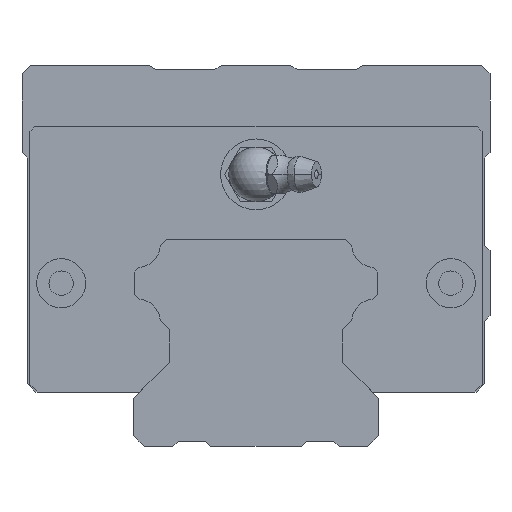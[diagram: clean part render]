
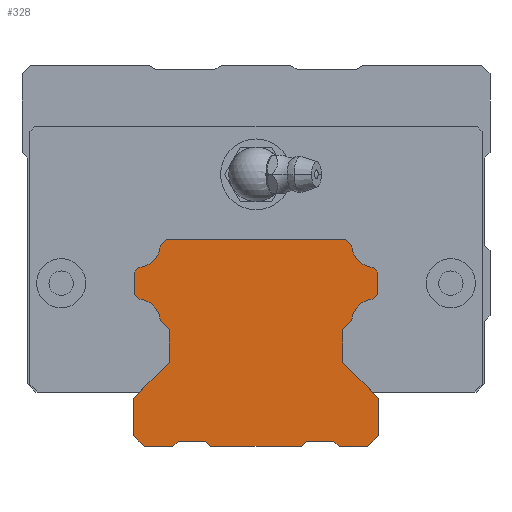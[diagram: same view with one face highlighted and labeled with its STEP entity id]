
A CAD part, front view. The second image highlights one B-rep face of the part: STEP entity #328.
In plain terms, the highlighted planar face has unit normal (0, -1, 0).
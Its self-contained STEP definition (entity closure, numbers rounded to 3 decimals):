
#328=ADVANCED_FACE('',(#703),#704,.T.);
#703=FACE_OUTER_BOUND('',#1200,.T.);
#704=PLANE('',#1201);
#1200=EDGE_LOOP('',(#2542,#2543,#2544,#2545,#2546,#2547,#2548,#2549,#2550,#2551,#2552,#2553,#2554,#2555,#2556,#2557,#2558,#2559,#2560,#2561,#2562,#2563,#2564,#2565,#2566,#2567,#2568,#2569,#2570,#2571,#2572,#2573));
#1201=AXIS2_PLACEMENT_3D('',#2574,#2575,#2576);
#2542=ORIENTED_EDGE('',*,*,#3326,.F.);
#2543=ORIENTED_EDGE('',*,*,#3327,.F.);
#2544=ORIENTED_EDGE('',*,*,#3328,.T.);
#2545=ORIENTED_EDGE('',*,*,#3329,.F.);
#2546=ORIENTED_EDGE('',*,*,#3330,.T.);
#2547=ORIENTED_EDGE('',*,*,#3331,.T.);
#2548=ORIENTED_EDGE('',*,*,#3332,.F.);
#2549=ORIENTED_EDGE('',*,*,#3333,.F.);
#2550=ORIENTED_EDGE('',*,*,#3334,.F.);
#2551=ORIENTED_EDGE('',*,*,#3335,.T.);
#2552=ORIENTED_EDGE('',*,*,#3336,.T.);
#2553=ORIENTED_EDGE('',*,*,#3337,.F.);
#2554=ORIENTED_EDGE('',*,*,#3338,.T.);
#2555=ORIENTED_EDGE('',*,*,#3339,.T.);
#2556=ORIENTED_EDGE('',*,*,#3340,.F.);
#2557=ORIENTED_EDGE('',*,*,#3341,.T.);
#2558=ORIENTED_EDGE('',*,*,#3342,.T.);
#2559=ORIENTED_EDGE('',*,*,#3343,.T.);
#2560=ORIENTED_EDGE('',*,*,#3344,.F.);
#2561=ORIENTED_EDGE('',*,*,#3345,.F.);
#2562=ORIENTED_EDGE('',*,*,#3346,.T.);
#2563=ORIENTED_EDGE('',*,*,#3347,.F.);
#2564=ORIENTED_EDGE('',*,*,#3348,.T.);
#2565=ORIENTED_EDGE('',*,*,#3349,.T.);
#2566=ORIENTED_EDGE('',*,*,#3350,.F.);
#2567=ORIENTED_EDGE('',*,*,#3351,.F.);
#2568=ORIENTED_EDGE('',*,*,#3352,.T.);
#2569=ORIENTED_EDGE('',*,*,#3353,.F.);
#2570=ORIENTED_EDGE('',*,*,#3354,.T.);
#2571=ORIENTED_EDGE('',*,*,#3355,.F.);
#2572=ORIENTED_EDGE('',*,*,#3356,.F.);
#2573=ORIENTED_EDGE('',*,*,#3357,.F.);
#2574=CARTESIAN_POINT('',(21.912,-179.0,37.212));
#2575=DIRECTION('',(0.0,-1.0,0.0));
#2576=DIRECTION('',(0.0,0.0,-1.0));
#3326=EDGE_CURVE('',#4112,#4113,#4114,.T.);
#3327=EDGE_CURVE('',#4115,#4112,#4116,.T.);
#3328=EDGE_CURVE('',#4115,#4117,#4118,.T.);
#3329=EDGE_CURVE('',#4119,#4117,#4120,.T.);
#3330=EDGE_CURVE('',#4119,#4121,#4122,.T.);
#3331=EDGE_CURVE('',#4121,#4123,#4124,.T.);
#3332=EDGE_CURVE('',#4125,#4123,#4126,.T.);
#3333=EDGE_CURVE('',#4127,#4125,#4128,.T.);
#3334=EDGE_CURVE('',#4129,#4127,#4130,.T.);
#3335=EDGE_CURVE('',#4129,#4131,#4132,.T.);
#3336=EDGE_CURVE('',#4131,#4133,#4134,.T.);
#3337=EDGE_CURVE('',#4135,#4133,#4136,.T.);
#3338=EDGE_CURVE('',#4135,#4137,#4138,.T.);
#3339=EDGE_CURVE('',#4137,#4139,#4140,.T.);
#3340=EDGE_CURVE('',#4141,#4139,#4142,.T.);
#3341=EDGE_CURVE('',#4141,#4143,#4144,.T.);
#3342=EDGE_CURVE('',#4143,#4145,#4146,.T.);
#3343=EDGE_CURVE('',#4145,#4147,#4148,.T.);
#3344=EDGE_CURVE('',#4149,#4147,#4150,.T.);
#3345=EDGE_CURVE('',#4151,#4149,#4152,.T.);
#3346=EDGE_CURVE('',#4151,#4153,#4154,.T.);
#3347=EDGE_CURVE('',#4155,#4153,#4156,.T.);
#3348=EDGE_CURVE('',#4155,#4157,#4158,.T.);
#3349=EDGE_CURVE('',#4157,#4159,#4160,.T.);
#3350=EDGE_CURVE('',#4161,#4159,#4162,.T.);
#3351=EDGE_CURVE('',#4163,#4161,#4164,.T.);
#3352=EDGE_CURVE('',#4163,#4165,#4166,.T.);
#3353=EDGE_CURVE('',#4167,#4165,#4168,.T.);
#3354=EDGE_CURVE('',#4167,#4169,#4170,.T.);
#3355=EDGE_CURVE('',#4171,#4169,#4172,.T.);
#3356=EDGE_CURVE('',#4173,#4171,#4174,.T.);
#3357=EDGE_CURVE('',#4113,#4173,#4175,.T.);
#4112=VERTEX_POINT('',#5403);
#4113=VERTEX_POINT('',#5404);
#4114=LINE('',#5405,#5406);
#4115=VERTEX_POINT('',#5407);
#4116=LINE('',#5408,#5409);
#4117=VERTEX_POINT('',#5410);
#4118=LINE('',#5411,#5412);
#4119=VERTEX_POINT('',#5413);
#4120=CIRCLE('',#5414,4.35);
#4121=VERTEX_POINT('',#5415);
#4122=LINE('',#5416,#5417);
#4123=VERTEX_POINT('',#5418);
#4124=LINE('',#5419,#5420);
#4125=VERTEX_POINT('',#5421);
#4126=LINE('',#5422,#5423);
#4127=VERTEX_POINT('',#5424);
#4128=CIRCLE('',#5425,4.35);
#4129=VERTEX_POINT('',#5426);
#4130=LINE('',#5427,#5428);
#4131=VERTEX_POINT('',#5429);
#4132=LINE('',#5430,#5431);
#4133=VERTEX_POINT('',#5432);
#4134=LINE('',#5433,#5434);
#4135=VERTEX_POINT('',#5435);
#4136=LINE('',#5436,#5437);
#4137=VERTEX_POINT('',#5438);
#4138=LINE('',#5439,#5440);
#4139=VERTEX_POINT('',#5441);
#4140=LINE('',#5442,#5443);
#4141=VERTEX_POINT('',#5444);
#4142=LINE('',#5445,#5446);
#4143=VERTEX_POINT('',#5447);
#4144=LINE('',#5448,#5449);
#4145=VERTEX_POINT('',#5450);
#4146=LINE('',#5451,#5452);
#4147=VERTEX_POINT('',#5453);
#4148=LINE('',#5454,#5455);
#4149=VERTEX_POINT('',#5456);
#4150=LINE('',#5457,#5458);
#4151=VERTEX_POINT('',#5459);
#4152=LINE('',#5460,#5461);
#4153=VERTEX_POINT('',#5462);
#4154=LINE('',#5463,#5464);
#4155=VERTEX_POINT('',#5465);
#4156=LINE('',#5466,#5467);
#4157=VERTEX_POINT('',#5468);
#4158=LINE('',#5469,#5470);
#4159=VERTEX_POINT('',#5471);
#4160=LINE('',#5472,#5473);
#4161=VERTEX_POINT('',#5474);
#4162=LINE('',#5475,#5476);
#4163=VERTEX_POINT('',#5477);
#4164=LINE('',#5478,#5479);
#4165=VERTEX_POINT('',#5480);
#4166=LINE('',#5481,#5482);
#4167=VERTEX_POINT('',#5483);
#4168=CIRCLE('',#5484,4.35);
#4169=VERTEX_POINT('',#5485);
#4170=LINE('',#5486,#5487);
#4171=VERTEX_POINT('',#5488);
#4172=LINE('',#5489,#5490);
#4173=VERTEX_POINT('',#5491);
#4174=LINE('',#5492,#5493);
#4175=CIRCLE('',#5494,4.35);
#5403=CARTESIAN_POINT('',(16.459,-179.0,38.0));
#5404=CARTESIAN_POINT('',(17.575,-179.0,36.884));
#5405=CARTESIAN_POINT('',(16.559,-179.0,37.9));
#5406=VECTOR('',#6276,1000.0);
#5407=CARTESIAN_POINT('',(-16.459,-179.0,38.0));
#5408=CARTESIAN_POINT('',(21.912,-179.0,38.0));
#5409=VECTOR('',#6277,1000.0);
#5410=CARTESIAN_POINT('',(-17.575,-179.0,36.884));
#5411=CARTESIAN_POINT('',(-16.559,-179.0,37.9));
#5412=VECTOR('',#6278,1000.0);
#5413=CARTESIAN_POINT('',(-21.584,-179.0,32.875));
#5414=AXIS2_PLACEMENT_3D('',#6279,#6280,#6281);
#5415=CARTESIAN_POINT('',(-22.4,-179.0,32.059));
#5416=CARTESIAN_POINT('',(-21.584,-179.0,32.875));
#5417=VECTOR('',#6282,1000.0);
#5418=CARTESIAN_POINT('',(-22.4,-179.0,27.941));
#5419=CARTESIAN_POINT('',(-22.4,-179.0,32.059));
#5420=VECTOR('',#6283,1000.0);
#5421=CARTESIAN_POINT('',(-21.584,-179.0,27.125));
#5422=CARTESIAN_POINT('',(-21.584,-179.0,27.125));
#5423=VECTOR('',#6284,1000.0);
#5424=CARTESIAN_POINT('',(-17.575,-179.0,23.116));
#5425=AXIS2_PLACEMENT_3D('',#6285,#6286,#6287);
#5426=CARTESIAN_POINT('',(-15.9,-179.0,21.441));
#5427=CARTESIAN_POINT('',(-15.9,-179.0,21.441));
#5428=VECTOR('',#6288,1000.0);
#5429=CARTESIAN_POINT('',(-15.9,-179.0,15.459));
#5430=CARTESIAN_POINT('',(-15.9,-179.0,21.441));
#5431=VECTOR('',#6289,1000.0);
#5432=CARTESIAN_POINT('',(-22.5,-179.0,8.859));
#5433=CARTESIAN_POINT('',(-15.9,-179.0,15.459));
#5434=VECTOR('',#6290,1000.0);
#5435=CARTESIAN_POINT('',(-22.5,-179.0,2.0));
#5436=CARTESIAN_POINT('',(-22.5,-179.0,2.0));
#5437=VECTOR('',#6291,1000.0);
#5438=CARTESIAN_POINT('',(-20.5,-179.0,0.0));
#5439=CARTESIAN_POINT('',(-22.5,-179.0,2.0));
#5440=VECTOR('',#6292,1000.0);
#5441=CARTESIAN_POINT('',(-15.3,-179.0,0.0));
#5442=CARTESIAN_POINT('',(-20.5,-179.0,0.0));
#5443=VECTOR('',#6293,1000.0);
#5444=CARTESIAN_POINT('',(-14.3,-179.0,1.0));
#5445=CARTESIAN_POINT('',(-14.3,-179.0,1.0));
#5446=VECTOR('',#6294,1000.0);
#5447=CARTESIAN_POINT('',(-9.3,-179.0,1.0));
#5448=CARTESIAN_POINT('',(-14.3,-179.0,1.0));
#5449=VECTOR('',#6295,1000.0);
#5450=CARTESIAN_POINT('',(-8.3,-179.0,0.0));
#5451=CARTESIAN_POINT('',(-9.3,-179.0,1.0));
#5452=VECTOR('',#6296,1000.0);
#5453=CARTESIAN_POINT('',(8.3,-179.0,0.0));
#5454=CARTESIAN_POINT('',(-8.3,-179.0,0.0));
#5455=VECTOR('',#6297,1000.0);
#5456=CARTESIAN_POINT('',(9.3,-179.0,1.0));
#5457=CARTESIAN_POINT('',(9.3,-179.0,1.0));
#5458=VECTOR('',#6298,1000.0);
#5459=CARTESIAN_POINT('',(14.3,-179.0,1.0));
#5460=CARTESIAN_POINT('',(14.3,-179.0,1.0));
#5461=VECTOR('',#6299,1000.0);
#5462=CARTESIAN_POINT('',(15.3,-179.0,0.0));
#5463=CARTESIAN_POINT('',(14.3,-179.0,1.0));
#5464=VECTOR('',#6300,1000.0);
#5465=CARTESIAN_POINT('',(20.5,-179.0,0.0));
#5466=CARTESIAN_POINT('',(20.5,-179.0,0.0));
#5467=VECTOR('',#6301,1000.0);
#5468=CARTESIAN_POINT('',(22.5,-179.0,2.0));
#5469=CARTESIAN_POINT('',(20.5,-179.0,0.0));
#5470=VECTOR('',#6302,1000.0);
#5471=CARTESIAN_POINT('',(22.5,-179.0,8.859));
#5472=CARTESIAN_POINT('',(22.5,-179.0,2.0));
#5473=VECTOR('',#6303,1000.0);
#5474=CARTESIAN_POINT('',(15.9,-179.0,15.459));
#5475=CARTESIAN_POINT('',(15.9,-179.0,15.459));
#5476=VECTOR('',#6304,1000.0);
#5477=CARTESIAN_POINT('',(15.9,-179.0,21.441));
#5478=CARTESIAN_POINT('',(15.9,-179.0,21.441));
#5479=VECTOR('',#6305,1000.0);
#5480=CARTESIAN_POINT('',(17.575,-179.0,23.116));
#5481=CARTESIAN_POINT('',(15.9,-179.0,21.441));
#5482=VECTOR('',#6306,1000.0);
#5483=CARTESIAN_POINT('',(21.584,-179.0,27.125));
#5484=AXIS2_PLACEMENT_3D('',#6307,#6308,#6309);
#5485=CARTESIAN_POINT('',(22.4,-179.0,27.941));
#5486=CARTESIAN_POINT('',(21.584,-179.0,27.125));
#5487=VECTOR('',#6310,1000.0);
#5488=CARTESIAN_POINT('',(22.4,-179.0,32.059));
#5489=CARTESIAN_POINT('',(22.4,-179.0,32.059));
#5490=VECTOR('',#6311,1000.0);
#5491=CARTESIAN_POINT('',(21.584,-179.0,32.875));
#5492=CARTESIAN_POINT('',(21.584,-179.0,32.875));
#5493=VECTOR('',#6312,1000.0);
#5494=AXIS2_PLACEMENT_3D('',#6313,#6314,#6315);
#6276=DIRECTION('',(0.707,0.0,-0.707));
#6277=DIRECTION('',(1.0,0.0,0.0));
#6278=DIRECTION('',(-0.707,0.0,-0.707));
#6279=CARTESIAN_POINT('',(-21.912,-179.0,37.212));
#6280=DIRECTION('',(0.0,-1.0,0.0));
#6281=DIRECTION('',(1.0,0.0,0.0));
#6282=DIRECTION('',(-0.707,0.0,-0.707));
#6283=DIRECTION('',(0.0,0.0,-1.0));
#6284=DIRECTION('',(-0.707,0.0,0.707));
#6285=CARTESIAN_POINT('',(-21.912,-179.0,22.788));
#6286=DIRECTION('',(0.0,-1.0,0.0));
#6287=DIRECTION('',(1.0,0.0,0.0));
#6288=DIRECTION('',(-0.707,0.0,0.707));
#6289=DIRECTION('',(0.0,0.0,-1.0));
#6290=DIRECTION('',(-0.707,0.0,-0.707));
#6291=DIRECTION('',(0.0,0.0,1.0));
#6292=DIRECTION('',(0.707,0.0,-0.707));
#6293=DIRECTION('',(1.0,0.0,0.0));
#6294=DIRECTION('',(-0.707,0.0,-0.707));
#6295=DIRECTION('',(1.0,0.0,0.0));
#6296=DIRECTION('',(0.707,0.0,-0.707));
#6297=DIRECTION('',(1.0,0.0,0.0));
#6298=DIRECTION('',(-0.707,0.0,-0.707));
#6299=DIRECTION('',(-1.0,0.0,0.0));
#6300=DIRECTION('',(0.707,0.0,-0.707));
#6301=DIRECTION('',(-1.0,0.0,0.0));
#6302=DIRECTION('',(0.707,0.0,0.707));
#6303=DIRECTION('',(0.0,0.0,1.0));
#6304=DIRECTION('',(0.707,0.0,-0.707));
#6305=DIRECTION('',(0.0,0.0,-1.0));
#6306=DIRECTION('',(0.707,0.0,0.707));
#6307=CARTESIAN_POINT('',(21.912,-179.0,22.788));
#6308=DIRECTION('',(0.0,-1.0,0.0));
#6309=DIRECTION('',(1.0,0.0,0.0));
#6310=DIRECTION('',(0.707,0.0,0.707));
#6311=DIRECTION('',(0.0,0.0,-1.0));
#6312=DIRECTION('',(0.707,0.0,-0.707));
#6313=CARTESIAN_POINT('',(21.912,-179.0,37.212));
#6314=DIRECTION('',(0.0,-1.0,0.0));
#6315=DIRECTION('',(1.0,0.0,0.0));
